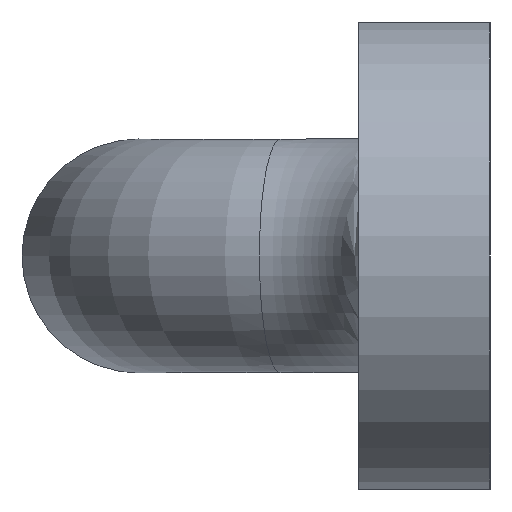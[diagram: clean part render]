
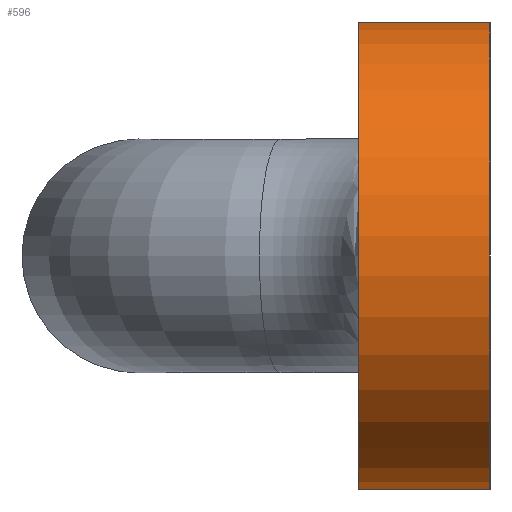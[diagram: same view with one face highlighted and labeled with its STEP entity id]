
A CAD part, left-side view. The second image highlights one B-rep face of the part: STEP entity #596.
In plain terms, the highlighted cylindrical face has radius 6.35 mm (diameter 12.7 mm), a partial arc.
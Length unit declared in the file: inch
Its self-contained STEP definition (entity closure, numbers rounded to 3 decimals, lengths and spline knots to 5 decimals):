
#101=FACE_OUTER_BOUND('',#136,.T.);
#136=EDGE_LOOP('',(#536,#537,#538,#539));
#164=LINE('',#1160,#195);
#168=LINE('',#1188,#199);
#195=VECTOR('',#800,0.3937);
#199=VECTOR('',#816,0.3937);
#220=CIRCLE('',#659,0.25);
#224=CIRCLE('',#669,0.25);
#264=VERTEX_POINT('',#1054);
#265=VERTEX_POINT('',#1056);
#281=VERTEX_POINT('',#1158);
#282=VERTEX_POINT('',#1163);
#340=EDGE_CURVE('',#264,#265,#220,.T.);
#361=EDGE_CURVE('',#281,#264,#164,.T.);
#364=EDGE_CURVE('',#282,#281,#224,.T.);
#371=EDGE_CURVE('',#282,#265,#168,.T.);
#536=ORIENTED_EDGE('',*,*,#340,.F.);
#537=ORIENTED_EDGE('',*,*,#361,.F.);
#538=ORIENTED_EDGE('',*,*,#364,.F.);
#539=ORIENTED_EDGE('',*,*,#371,.T.);
#564=CYLINDRICAL_SURFACE('',#676,0.25);
#596=ADVANCED_FACE('',(#101),#564,.T.);
#659=AXIS2_PLACEMENT_3D('',#1057,#777,#778);
#669=AXIS2_PLACEMENT_3D('',#1165,#806,#807);
#676=AXIS2_PLACEMENT_3D('',#1192,#823,#824);
#777=DIRECTION('center_axis',(0.,1.,0.));
#778=DIRECTION('ref_axis',(0.71,0.,0.704));
#800=DIRECTION('',(0.,1.,0.));
#806=DIRECTION('center_axis',(0.,-1.,0.));
#807=DIRECTION('ref_axis',(0.71,0.,0.704));
#816=DIRECTION('',(0.,1.,0.));
#823=DIRECTION('center_axis',(0.,1.,0.));
#824=DIRECTION('ref_axis',(-1.,0.,0.));
#1054=CARTESIAN_POINT('',(-0.88253,0.,-0.17608));
#1056=CARTESIAN_POINT('',(-0.88253,0.,0.17608));
#1057=CARTESIAN_POINT('Origin',(-1.06,0.,0.));
#1158=CARTESIAN_POINT('',(-0.88253,-0.14,-0.17608));
#1160=CARTESIAN_POINT('',(-0.88253,-0.14,-0.17608));
#1163=CARTESIAN_POINT('',(-0.88253,-0.14,0.17608));
#1165=CARTESIAN_POINT('Origin',(-1.06,-0.14,0.));
#1188=CARTESIAN_POINT('',(-0.88253,-0.14,0.17608));
#1192=CARTESIAN_POINT('Origin',(-1.06,-0.14,0.));
